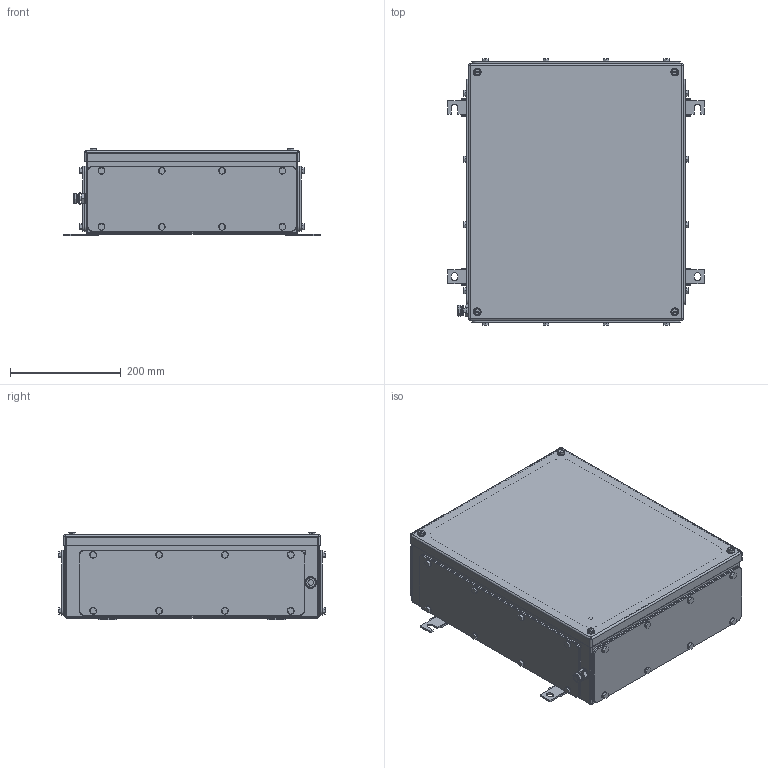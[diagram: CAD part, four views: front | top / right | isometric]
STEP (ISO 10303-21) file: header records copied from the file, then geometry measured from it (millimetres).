
FILE_DESCRIPTION(('CATIA V5 STEP Exchange','CAx-IF Rec.Pracs.--- Model Styling and Organization---1.4--- 2014-01-23'),'2;1');
FILE_NAME ('008653-4_2_1196140000_1196140000.stp','2019-09-25T06:53:22+00:00',('none'),('Weidmueller'),'CATIA Version 5-6 Release 2016 SP3 HF44','CATIA V5 STEP AP214','none');
FILE_SCHEMA(('AUTOMOTIVE_DESIGN { 1 0 10303 214 1 1 1 1 }'));
Products named in the file (1): Product7_AllCATPart
Bounding box: 463 x 480 x 158.5 mm (x, y, z)
Volume: 1678073.5 mm3; surface area: 1725921.7 mm2
Topology: 108 solids, 108 shells, 2280 faces, 5176 edges, 3212 vertices
Faces by surface type: cylinder 982, plane 820, cone 432, torus 30, sphere 16
Entity records: 59963 total; most frequent: CARTESIAN_POINT 12210, ORIENTED_EDGE 10160, DIRECTION 7955, EDGE_CURVE 5080, AXIS2_PLACEMENT_3D 3754, VERTEX_POINT 3212, EDGE_LOOP 2736, VECTOR 2614
